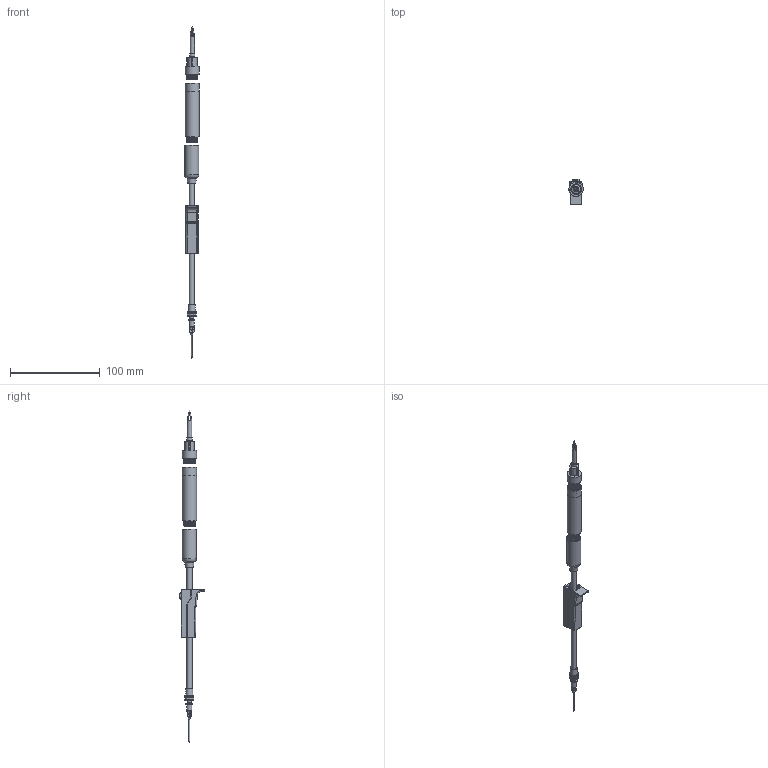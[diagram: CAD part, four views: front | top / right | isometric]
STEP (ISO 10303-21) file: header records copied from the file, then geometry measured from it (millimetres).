
FILE_DESCRIPTION(/* description */ ('STEP AP242','CAx-IF Rec.Pracs.---Representation and Presentation of Product Manufacturing Information (PMI)---4.0---2014-10-13','CAx-IF Rec.Pracs.---3D Tessellated Geometry---0.4---2014-09-14','2;1'),/* implementation_level */ '2;1');
FILE_NAME(/* name */ '674dc67bebb5941b048c8967',/* time_stamp */ '2024-12-02T14:38:52Z',/* author */ (''),/* organization */ (''),/* preprocessor_version */ 'ST-DEVELOPER v20',/* originating_system */ 'ONSHAPE BY PTC INC, 1.190',/* authorisation */ ' ');
FILE_SCHEMA (('AP242_MANAGED_MODEL_BASED_3D_ENGINEERING_MIM_LF { 1 0 10303 442 1 1 4 }'));
Length unit declared in the file: metre
Products named in the file (13): Assembly 1; UPPER TUBING; FILTER; LOWER ASSEMBLY; FEMALE CONNECTOR; SPIKE V1; Assembly 1 <2>; Roller Clamp Wheel V2; Roller Clamp Body V2; Tube; Luer_Lock_Needle; MALE CONNECTOR; Part 1
Assembly tree (12 placements, depth 3):
  Assembly 1
    UPPER TUBING
    FILTER
    LOWER ASSEMBLY
    FEMALE CONNECTOR
    SPIKE V1
    Assembly 1 <2>
      Roller Clamp Wheel V2
      Roller Clamp Body V2
    Tube
    Luer_Lock_Needle
    MALE CONNECTOR
    Part 1
Bounding box: 16.45 x 28.46 x 369.16 mm (x, y, z)
Volume: 21008.5 mm3; surface area: 26938.6 mm2
Topology: 11 solids, 12 shells, 797 faces, 2045 edges, 1254 vertices
Faces by surface type: plane 290, cylinder 267, bspline 101, torus 92, sphere 28, cone 19
Full cylindrical faces by diameter (mm): 0.4 x1, 0.5 x1, 0.8 x1, 2.139 x2, 2.362 x1, 2.4 x1, 3 x3, 5 x2, 6 x3, 6.4 x1, 10 x1, 10.16 x2, 12 x1, 12.6 x13, 12.7 x1, 15.875 x3, 15.881 x1
Entity records: 31811 total; most frequent: CARTESIAN_POINT 12932, ORIENTED_EDGE 3804, DIRECTION 3697, EDGE_CURVE 1902, AXIS2_PLACEMENT_3D 1424, VERTEX_POINT 1216, EDGE_LOOP 892, FACE_BOUND 892
